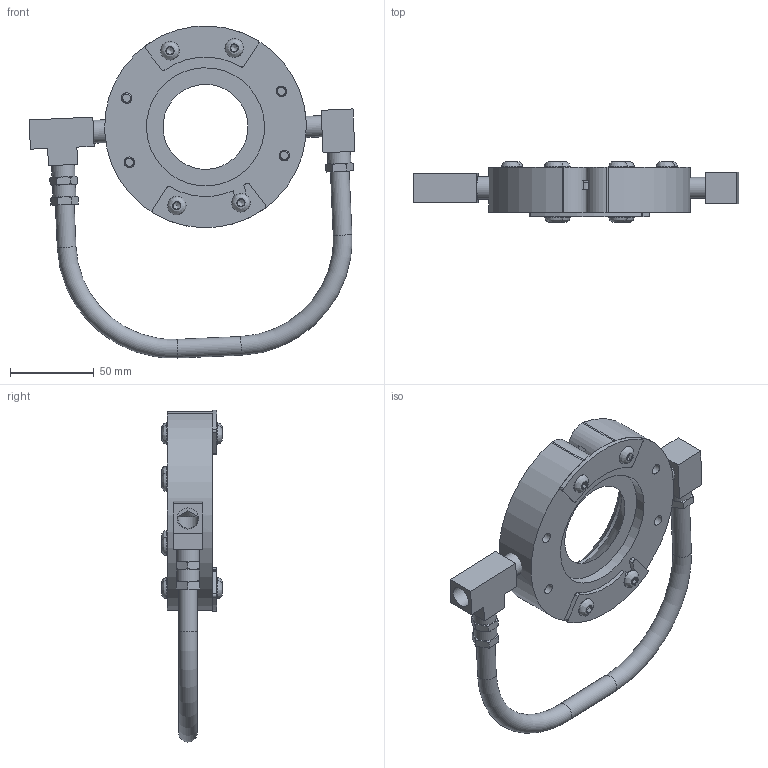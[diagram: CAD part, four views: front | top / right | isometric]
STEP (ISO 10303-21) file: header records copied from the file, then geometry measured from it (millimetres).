
FILE_DESCRIPTION((''),'2;1');
FILE_NAME('2402.stp','2011-06-21T11:19:37',('Dan Preston'),(''),'Autodesk Inventor 2012','Autodesk Inventor 2012','');
FILE_SCHEMA(('AUTOMOTIVE_DESIGN { 1 0 10303 214 1 1 1 1 }'));
Length unit declared in the file: inch
Products named in the file (10): 2402; Brass Tee; Brass nipple; Brass elbow; Hexagon Socket Button Head Cap Screw - Inch 1/4 - 20 x 1/2; Hexagon Socket Button Head Cap Screw - Inch 1/4 - 20 x 3/8; 2402-body; 2402-hose; 2402-top bracket; 2402-bottom bracket
Assembly tree (20 placements, depth 2):
  2402
    Brass Tee
    Brass nipple  x2
    Brass elbow
    Hexagon Socket Button Head Cap Screw - Inch 1/4 - 20 x 1/2  x8
    Hexagon Socket Button Head Cap Screw - Inch 1/4 - 20 x 3/8  x4
    2402-body
    2402-hose
    2402-top bracket
    2402-bottom bracket
Bounding box: 194.68 x 36.37 x 198.45 mm (x, y, z)
Volume: 252813.2 mm3; surface area: 82438.5 mm2
Topology: 20 solids, 20 shells, 320 faces, 840 edges, 585 vertices
Faces by surface type: plane 183, cylinder 85, cone 28, torus 12, bspline 12
Full cylindrical faces by diameter (mm): 5.08 x2, 6.35 x20, 7.112 x3, 11.1 x12, 11.176 x3, 12.7 x4, 13.708 x4, 13.716 x1, 70.592 x1, 72.212 x1, 73.431 x1, 86.01 x1
Entity records: 5953 total; most frequent: CARTESIAN_POINT 1396, DIRECTION 902, ORIENTED_EDGE 698, AXIS2_PLACEMENT_3D 369, EDGE_CURVE 349, VERTEX_POINT 255, EDGE_LOOP 248, CIRCLE 185
